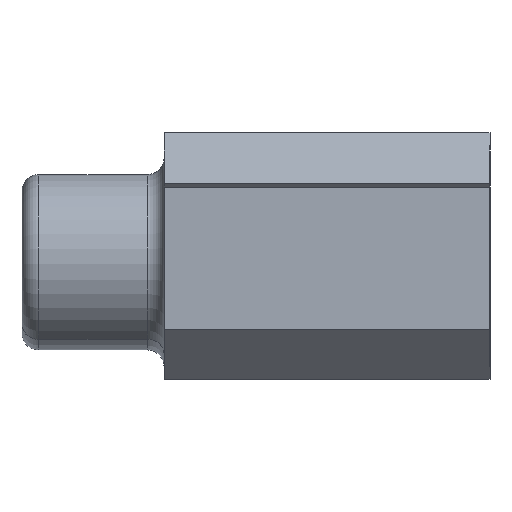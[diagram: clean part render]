
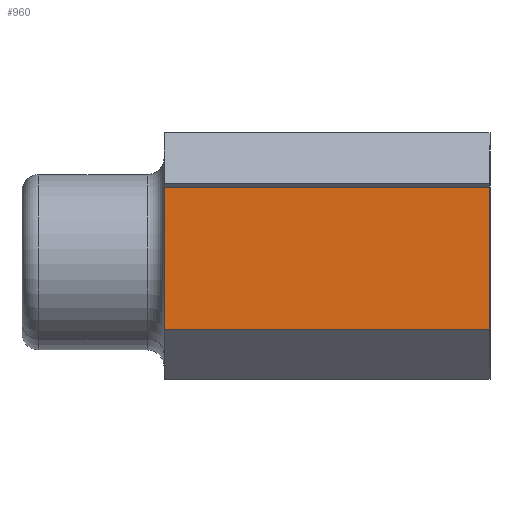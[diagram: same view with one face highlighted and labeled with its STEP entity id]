
A CAD part, left-side view. The second image highlights one B-rep face of the part: STEP entity #960.
In plain terms, the highlighted planar face has unit normal (-1, 0, 0).
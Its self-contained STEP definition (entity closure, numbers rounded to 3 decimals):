
#940=AXIS2_PLACEMENT_3D('Plane Axis2P3D',#937,#938,#939) ;
#739=CARTESIAN_POINT('Vertex',(-32.5,25.,-52.75)) ;
#742=CARTESIAN_POINT('Line Origine',(-32.5,25.,-57.)) ;
#746=CARTESIAN_POINT('Vertex',(-32.5,25.,-61.25)) ;
#922=CARTESIAN_POINT('Vertex',(-32.5,44.5,-52.75)) ;
#925=CARTESIAN_POINT('Line Origine',(-32.5,34.75,-52.75)) ;
#937=CARTESIAN_POINT('Axis2P3D Location',(-32.5,0.,-52.75)) ;
#942=CARTESIAN_POINT('Line Origine',(-32.5,44.5,-57.)) ;
#946=CARTESIAN_POINT('Vertex',(-32.5,44.5,-61.25)) ;
#949=CARTESIAN_POINT('Line Origine',(-32.5,34.75,-61.25)) ;
#743=DIRECTION('Vector Direction',(0.,0.,-1.)) ;
#926=DIRECTION('Vector Direction',(0.,-1.,0.)) ;
#938=DIRECTION('Axis2P3D Direction',(-1.,-0.,-0.)) ;
#939=DIRECTION('Axis2P3D XDirection',(0.,0.,-1.)) ;
#943=DIRECTION('Vector Direction',(0.,0.,-1.)) ;
#950=DIRECTION('Vector Direction',(0.,-1.,0.)) ;
#744=VECTOR('Line Direction',#743,1.) ;
#927=VECTOR('Line Direction',#926,1.) ;
#944=VECTOR('Line Direction',#943,1.) ;
#951=VECTOR('Line Direction',#950,1.) ;
#955=ORIENTED_EDGE('',*,*,#748,.T.) ;
#956=ORIENTED_EDGE('',*,*,#929,.F.) ;
#957=ORIENTED_EDGE('',*,*,#948,.F.) ;
#958=ORIENTED_EDGE('',*,*,#953,.T.) ;
#960=ADVANCED_FACE('Terminali anteriori per cavi FCCuAl 25mmq inferiori',(#959),#941,.T.) ;
#748=EDGE_CURVE('',#747,#740,#745,.F.) ;
#929=EDGE_CURVE('',#923,#740,#928,.T.) ;
#948=EDGE_CURVE('',#947,#923,#945,.F.) ;
#953=EDGE_CURVE('',#947,#747,#952,.T.) ;
#954=EDGE_LOOP('',(#955,#956,#957,#958)) ;
#959=FACE_OUTER_BOUND('',#954,.T.) ;
#745=LINE('Line',#742,#744) ;
#928=LINE('Line',#925,#927) ;
#945=LINE('Line',#942,#944) ;
#952=LINE('Line',#949,#951) ;
#941=PLANE('',#940) ;
#740=VERTEX_POINT('',#739) ;
#747=VERTEX_POINT('',#746) ;
#923=VERTEX_POINT('',#922) ;
#947=VERTEX_POINT('',#946) ;
